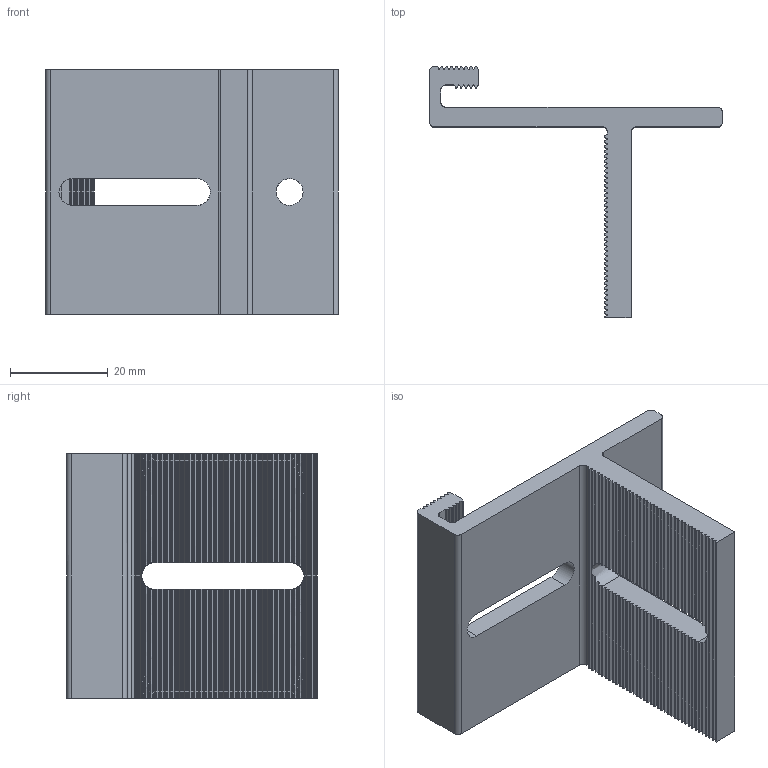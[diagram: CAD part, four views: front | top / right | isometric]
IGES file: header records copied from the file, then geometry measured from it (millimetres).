
Global section: file name: SZ5203N_A; native system: Autodesk Inventor 2015; preprocessor: unknown; author: H. Deerberg; date: 20151118.120319; units: millimetre
Bounding box: 60 x 51.4 x 50 mm (x, y, z)
Volume: 22814.9 mm3; surface area: 14164.3 mm2
Topology: 1 solids, 1 shells, 371 faces, 1112 edges, 741 vertices
Faces by surface type: bspline 371
